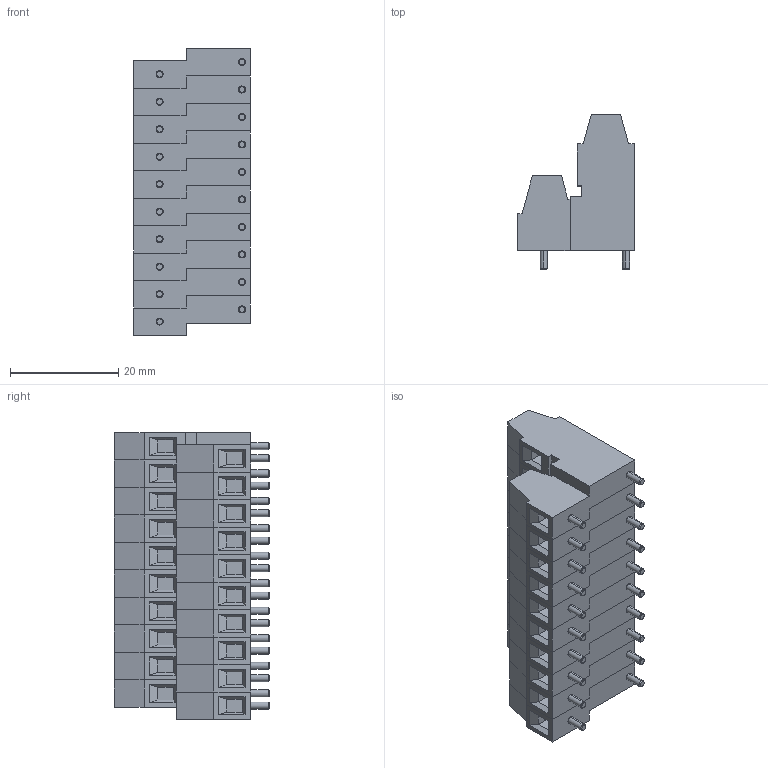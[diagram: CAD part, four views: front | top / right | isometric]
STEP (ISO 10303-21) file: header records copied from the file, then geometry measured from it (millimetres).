
FILE_DESCRIPTION (( 'STEP AP214' ), '1' );
FILE_NAME ('BR12XX V - deslocado à esquerda.STEP', '2023-01-05T01:40:22', ( '' ), ( '' ), 'SwSTEP 2.0', 'SolidWorks 2021', '' );
FILE_SCHEMA (( 'AUTOMOTIVE_DESIGN' ));
Length unit declared in the file: millimetre
Products named in the file (2): borne br12 deslocado à esquerda_BORNE BR12XX V; BR12XX V - deslocado à esquerda
Assembly tree (10 placements, depth 2):
  BR12XX V - deslocado à esquerda
    borne br12 deslocado à esquerda_BORNE BR12XX V  x10
Bounding box: 21.6 x 28.7 x 53.05 mm (x, y, z)
Volume: 17410.5 mm3; surface area: 16557.3 mm2
Topology: 10 solids, 10 shells, 710 faces, 1700 edges, 1090 vertices
Faces by surface type: plane 550, cylinder 120, cone 40
Entity records: 2460 total; most frequent: DIRECTION 374, CARTESIAN_POINT 363, ORIENTED_EDGE 340, EDGE_CURVE 170, LINE 134, VECTOR 134, AXIS2_PLACEMENT_3D 120, VERTEX_POINT 109
